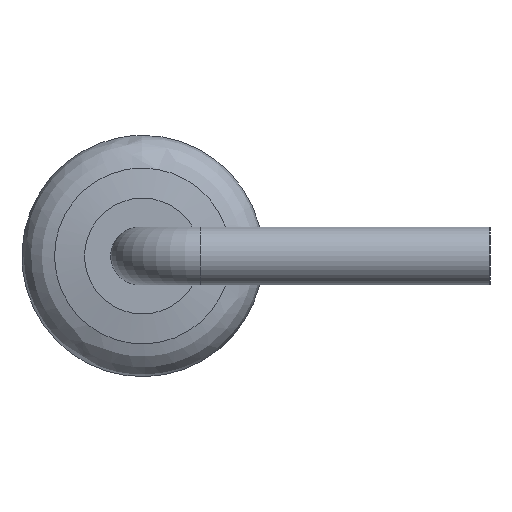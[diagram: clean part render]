
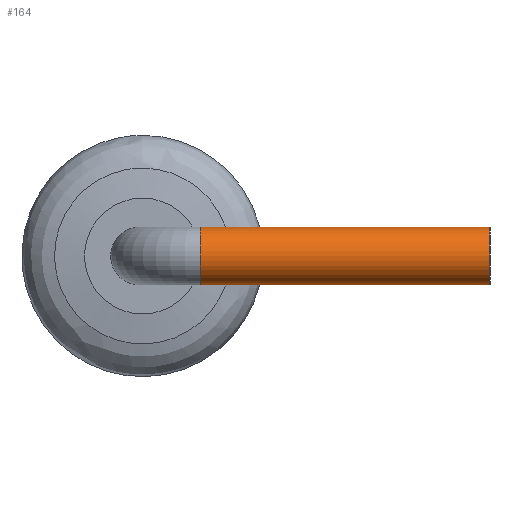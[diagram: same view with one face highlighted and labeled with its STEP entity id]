
A CAD part, left-side view. The second image highlights one B-rep face of the part: STEP entity #164.
In plain terms, the highlighted cylindrical face has radius 0.3 mm (diameter 0.6 mm), a full revolution.
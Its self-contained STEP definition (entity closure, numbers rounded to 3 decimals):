
#65 = TOROIDAL_SURFACE('',#66,0.629,0.3);
#66 = AXIS2_PLACEMENT_3D('',#67,#68,#69);
#67 = CARTESIAN_POINT('',(-4.4,-0.6,0.));
#68 = DIRECTION('',(0.,0.,1.));
#69 = DIRECTION('',(1.,0.,0.));
#115 = VERTEX_POINT('',#116);
#116 = CARTESIAN_POINT('',(-5.329,-0.6,0.));
#137 = EDGE_CURVE('',#115,#115,#138,.T.);
#138 = SURFACE_CURVE('',#139,(#144,#151),.PCURVE_S1.);
#139 = CIRCLE('',#140,0.3);
#140 = AXIS2_PLACEMENT_3D('',#141,#142,#143);
#141 = CARTESIAN_POINT('',(-5.029,-0.6,0.));
#142 = DIRECTION('',(0.,1.,-0.));
#143 = DIRECTION('',(-1.,0.,0.));
#144 = PCURVE('',#65,#145);
#145 = DEFINITIONAL_REPRESENTATION('',(#146),#150);
#146 = LINE('',#147,#148);
#147 = CARTESIAN_POINT('',(3.142,0.));
#148 = VECTOR('',#149,1.);
#149 = DIRECTION('',(0.,1.));
#150 = ( GEOMETRIC_REPRESENTATION_CONTEXT(2) 
PARAMETRIC_REPRESENTATION_CONTEXT() REPRESENTATION_CONTEXT('2D SPACE',''
  ) );
#151 = PCURVE('',#152,#157);
#152 = CYLINDRICAL_SURFACE('',#153,0.3);
#153 = AXIS2_PLACEMENT_3D('',#154,#155,#156);
#154 = CARTESIAN_POINT('',(-5.029,-0.6,0.));
#155 = DIRECTION('',(0.,-1.,0.));
#156 = DIRECTION('',(-1.,0.,0.));
#157 = DEFINITIONAL_REPRESENTATION('',(#158),#161);
#158 = B_SPLINE_CURVE_WITH_KNOTS('',1,(#159,#160),.UNSPECIFIED.,.F.,.F.,
  (2,2),(0.,6.283),.PIECEWISE_BEZIER_KNOTS.);
#159 = CARTESIAN_POINT('',(6.283,0.));
#160 = CARTESIAN_POINT('',(0.,0.));
#161 = ( GEOMETRIC_REPRESENTATION_CONTEXT(2) 
PARAMETRIC_REPRESENTATION_CONTEXT() REPRESENTATION_CONTEXT('2D SPACE',''
  ) );
#164 = ADVANCED_FACE('',(#165),#152,.T.);
#165 = FACE_BOUND('',#166,.T.);
#166 = EDGE_LOOP('',(#167,#189,#219,#220));
#167 = ORIENTED_EDGE('',*,*,#168,.T.);
#168 = EDGE_CURVE('',#115,#169,#171,.T.);
#169 = VERTEX_POINT('',#170);
#170 = CARTESIAN_POINT('',(-5.329,-3.6,0.));
#171 = SEAM_CURVE('',#172,(#176,#183),.PCURVE_S1.);
#172 = LINE('',#173,#174);
#173 = CARTESIAN_POINT('',(-5.329,-0.6,0.));
#174 = VECTOR('',#175,1.);
#175 = DIRECTION('',(0.,-1.,0.));
#176 = PCURVE('',#152,#177);
#177 = DEFINITIONAL_REPRESENTATION('',(#178),#182);
#178 = LINE('',#179,#180);
#179 = CARTESIAN_POINT('',(6.283,0.));
#180 = VECTOR('',#181,1.);
#181 = DIRECTION('',(0.,1.));
#182 = ( GEOMETRIC_REPRESENTATION_CONTEXT(2) 
PARAMETRIC_REPRESENTATION_CONTEXT() REPRESENTATION_CONTEXT('2D SPACE',''
  ) );
#183 = PCURVE('',#152,#184);
#184 = DEFINITIONAL_REPRESENTATION('',(#185),#188);
#185 = B_SPLINE_CURVE_WITH_KNOTS('',1,(#186,#187),.UNSPECIFIED.,.F.,.F.,
  (2,2),(0.,3.),.PIECEWISE_BEZIER_KNOTS.);
#186 = CARTESIAN_POINT('',(0.,0.));
#187 = CARTESIAN_POINT('',(0.,3.));
#188 = ( GEOMETRIC_REPRESENTATION_CONTEXT(2) 
PARAMETRIC_REPRESENTATION_CONTEXT() REPRESENTATION_CONTEXT('2D SPACE',''
  ) );
#189 = ORIENTED_EDGE('',*,*,#190,.T.);
#190 = EDGE_CURVE('',#169,#169,#191,.T.);
#191 = SURFACE_CURVE('',#192,(#197,#203),.PCURVE_S1.);
#192 = CIRCLE('',#193,0.3);
#193 = AXIS2_PLACEMENT_3D('',#194,#195,#196);
#194 = CARTESIAN_POINT('',(-5.029,-3.6,0.));
#195 = DIRECTION('',(0.,1.,-0.));
#196 = DIRECTION('',(-1.,0.,0.));
#197 = PCURVE('',#152,#198);
#198 = DEFINITIONAL_REPRESENTATION('',(#199),#202);
#199 = B_SPLINE_CURVE_WITH_KNOTS('',1,(#200,#201),.UNSPECIFIED.,.F.,.F.,
  (2,2),(0.,6.283),.PIECEWISE_BEZIER_KNOTS.);
#200 = CARTESIAN_POINT('',(6.283,3.));
#201 = CARTESIAN_POINT('',(0.,3.));
#202 = ( GEOMETRIC_REPRESENTATION_CONTEXT(2) 
PARAMETRIC_REPRESENTATION_CONTEXT() REPRESENTATION_CONTEXT('2D SPACE',''
  ) );
#203 = PCURVE('',#204,#209);
#204 = PLANE('',#205);
#205 = AXIS2_PLACEMENT_3D('',#206,#207,#208);
#206 = CARTESIAN_POINT('',(-5.329,-3.6,0.));
#207 = DIRECTION('',(0.,-1.,0.));
#208 = DIRECTION('',(0.,0.,-1.));
#209 = DEFINITIONAL_REPRESENTATION('',(#210),#218);
#210 = ( BOUNDED_CURVE() B_SPLINE_CURVE(2,(#211,#212,#213,#214,#215,#216
,#217),.UNSPECIFIED.,.F.,.F.) B_SPLINE_CURVE_WITH_KNOTS((1,2,2,2,2,1),(
    -2.094,0.,2.094,4.189,6.283,
8.378),.UNSPECIFIED.) CURVE() GEOMETRIC_REPRESENTATION_ITEM() 
RATIONAL_B_SPLINE_CURVE((1.,0.5,1.,0.5,1.,0.5,1.)) REPRESENTATION_ITEM(
  '') );
#211 = CARTESIAN_POINT('',(0.,0.));
#212 = CARTESIAN_POINT('',(-0.52,0.));
#213 = CARTESIAN_POINT('',(-0.26,0.45));
#214 = CARTESIAN_POINT('',(0.,0.9));
#215 = CARTESIAN_POINT('',(0.26,0.45));
#216 = CARTESIAN_POINT('',(0.52,0.));
#217 = CARTESIAN_POINT('',(0.,0.));
#218 = ( GEOMETRIC_REPRESENTATION_CONTEXT(2) 
PARAMETRIC_REPRESENTATION_CONTEXT() REPRESENTATION_CONTEXT('2D SPACE',''
  ) );
#219 = ORIENTED_EDGE('',*,*,#168,.F.);
#220 = ORIENTED_EDGE('',*,*,#137,.F.);
